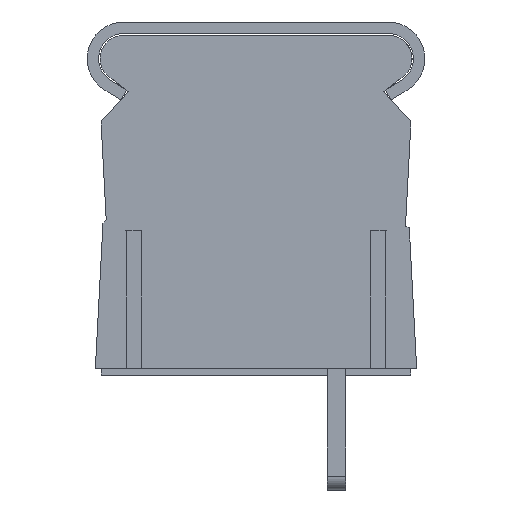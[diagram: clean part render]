
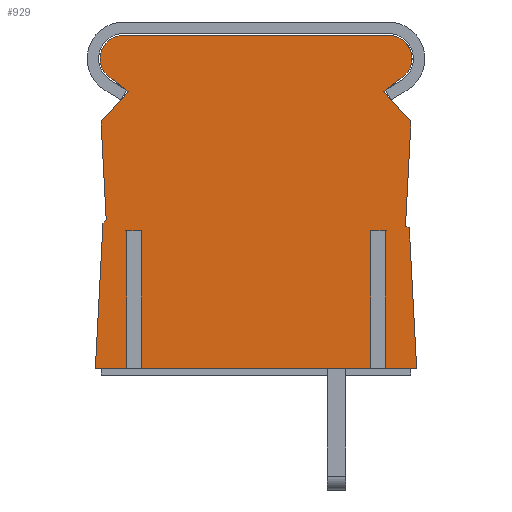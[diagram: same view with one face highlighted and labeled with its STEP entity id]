
A CAD part, left-side view. The second image highlights one B-rep face of the part: STEP entity #929.
In plain terms, the highlighted planar face has unit normal (-1, 0, 0).
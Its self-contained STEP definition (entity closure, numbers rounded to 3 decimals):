
#929 = ADVANCED_FACE( '', ( #2457 ), #2458, .F. );
#2457 = FACE_OUTER_BOUND( '', #4614, .T. );
#2458 = PLANE( '', #4615 );
#4614 = EDGE_LOOP( '', ( #7394, #7395, #7396, #7397, #7398, #7399, #7400, #7401, #7402, #7403, #7404, #7405, #7406, #7407, #7408, #7409, #7410, #7411, #7412, #7413, #7414, #7415 ) );
#4615 = AXIS2_PLACEMENT_3D( '', #7416, #7417, #7418 );
#7394 = ORIENTED_EDGE( '', *, *, #13979, .F. );
#7395 = ORIENTED_EDGE( '', *, *, #13980, .T. );
#7396 = ORIENTED_EDGE( '', *, *, #13981, .T. );
#7397 = ORIENTED_EDGE( '', *, *, #13559, .F. );
#7398 = ORIENTED_EDGE( '', *, *, #13850, .F. );
#7399 = ORIENTED_EDGE( '', *, *, #13982, .F. );
#7400 = ORIENTED_EDGE( '', *, *, #13983, .T. );
#7401 = ORIENTED_EDGE( '', *, *, #13554, .F. );
#7402 = ORIENTED_EDGE( '', *, *, #13984, .T. );
#7403 = ORIENTED_EDGE( '', *, *, #13985, .T. );
#7404 = ORIENTED_EDGE( '', *, *, #13986, .T. );
#7405 = ORIENTED_EDGE( '', *, *, #13987, .T. );
#7406 = ORIENTED_EDGE( '', *, *, #13988, .T. );
#7407 = ORIENTED_EDGE( '', *, *, #13989, .T. );
#7408 = ORIENTED_EDGE( '', *, *, #13990, .F. );
#7409 = ORIENTED_EDGE( '', *, *, #13720, .F. );
#7410 = ORIENTED_EDGE( '', *, *, #13991, .F. );
#7411 = ORIENTED_EDGE( '', *, *, #13992, .F. );
#7412 = ORIENTED_EDGE( '', *, *, #13993, .F. );
#7413 = ORIENTED_EDGE( '', *, *, #13994, .F. );
#7414 = ORIENTED_EDGE( '', *, *, #13995, .F. );
#7415 = ORIENTED_EDGE( '', *, *, #13546, .F. );
#7416 = CARTESIAN_POINT( '', ( -22.226, 7., 14.8 ) );
#7417 = DIRECTION( '', ( 1., 0., 0. ) );
#7418 = DIRECTION( '', ( 0., 0., -1. ) );
#13546 = EDGE_CURVE( '', #16449, #16452, #16453, .T. );
#13554 = EDGE_CURVE( '', #16466, #16468, #16469, .T. );
#13559 = EDGE_CURVE( '', #16476, #16478, #16479, .T. );
#13720 = EDGE_CURVE( '', #16764, #16766, #16767, .T. );
#13850 = EDGE_CURVE( '', #16989, #16476, #16991, .T. );
#13979 = EDGE_CURVE( '', #17216, #16449, #17217, .T. );
#13980 = EDGE_CURVE( '', #17216, #17218, #17219, .T. );
#13981 = EDGE_CURVE( '', #17218, #16478, #17220, .T. );
#13982 = EDGE_CURVE( '', #17221, #16989, #17222, .T. );
#13983 = EDGE_CURVE( '', #17221, #16468, #17223, .T. );
#13984 = EDGE_CURVE( '', #16466, #17224, #17225, .T. );
#13985 = EDGE_CURVE( '', #17224, #17226, #17227, .T. );
#13986 = EDGE_CURVE( '', #17226, #17228, #17229, .T. );
#13987 = EDGE_CURVE( '', #17228, #17230, #17231, .T. );
#13988 = EDGE_CURVE( '', #17230, #17232, #17233, .T. );
#13989 = EDGE_CURVE( '', #17232, #17234, #17235, .T. );
#13990 = EDGE_CURVE( '', #16766, #17234, #17236, .T. );
#13991 = EDGE_CURVE( '', #17237, #16764, #17238, .T. );
#13992 = EDGE_CURVE( '', #17239, #17237, #17240, .T. );
#13993 = EDGE_CURVE( '', #17241, #17239, #17242, .T. );
#13994 = EDGE_CURVE( '', #17243, #17241, #17244, .T. );
#13995 = EDGE_CURVE( '', #16452, #17243, #17245, .T. );
#16449 = VERTEX_POINT( '', #20732 );
#16452 = VERTEX_POINT( '', #20736 );
#16453 = LINE( '', #20737, #20738 );
#16466 = VERTEX_POINT( '', #20757 );
#16468 = VERTEX_POINT( '', #20760 );
#16469 = LINE( '', #20761, #20762 );
#16476 = VERTEX_POINT( '', #20771 );
#16478 = VERTEX_POINT( '', #20774 );
#16479 = LINE( '', #20775, #20776 );
#16764 = VERTEX_POINT( '', #21217 );
#16766 = VERTEX_POINT( '', #21220 );
#16767 = CIRCLE( '', #21221, 1. );
#16989 = VERTEX_POINT( '', #21577 );
#16991 = LINE( '', #21580, #21581 );
#17216 = VERTEX_POINT( '', #21906 );
#17217 = LINE( '', #21907, #21908 );
#17218 = VERTEX_POINT( '', #21909 );
#17219 = LINE( '', #21910, #21911 );
#17220 = LINE( '', #21912, #21913 );
#17221 = VERTEX_POINT( '', #21914 );
#17222 = LINE( '', #21915, #21916 );
#17223 = LINE( '', #21917, #21918 );
#17224 = VERTEX_POINT( '', #21919 );
#17225 = LINE( '', #21920, #21921 );
#17226 = VERTEX_POINT( '', #21922 );
#17227 = LINE( '', #21923, #21924 );
#17228 = VERTEX_POINT( '', #21925 );
#17229 = LINE( '', #21926, #21927 );
#17230 = VERTEX_POINT( '', #21928 );
#17231 = LINE( '', #21929, #21930 );
#17232 = VERTEX_POINT( '', #21931 );
#17233 = LINE( '', #21932, #21933 );
#17234 = VERTEX_POINT( '', #21934 );
#17235 = CIRCLE( '', #21935, 1. );
#17236 = LINE( '', #21936, #21937 );
#17237 = VERTEX_POINT( '', #21938 );
#17238 = LINE( '', #21939, #21940 );
#17239 = VERTEX_POINT( '', #21941 );
#17240 = LINE( '', #21942, #21943 );
#17241 = VERTEX_POINT( '', #21944 );
#17242 = LINE( '', #21945, #21946 );
#17243 = VERTEX_POINT( '', #21947 );
#17244 = LINE( '', #21948, #21949 );
#17245 = LINE( '', #21950, #21951 );
#20732 = CARTESIAN_POINT( '', ( -22.226, 5.625, 0.3 ) );
#20736 = CARTESIAN_POINT( '', ( -22.226, 7., 0.3 ) );
#20737 = CARTESIAN_POINT( '', ( -22.226, 6.75, 0.3 ) );
#20738 = VECTOR( '', #26782, 1000. );
#20757 = CARTESIAN_POINT( '', ( -22.226, -7., 0.3 ) );
#20760 = CARTESIAN_POINT( '', ( -22.226, -5.625, 0.3 ) );
#20761 = CARTESIAN_POINT( '', ( -22.226, 6.75, 0.3 ) );
#20762 = VECTOR( '', #26790, 1000. );
#20771 = CARTESIAN_POINT( '', ( -22.226, -5.005, 0.3 ) );
#20774 = CARTESIAN_POINT( '', ( -22.226, 5.005, 0.3 ) );
#20775 = CARTESIAN_POINT( '', ( -22.226, 6.75, 0.3 ) );
#20776 = VECTOR( '', #26797, 1000. );
#21217 = CARTESIAN_POINT( '', ( -22.226, 6.407, 13.006 ) );
#21220 = CARTESIAN_POINT( '', ( -22.226, 5.8, 14.8 ) );
#21221 = AXIS2_PLACEMENT_3D( '', #26976, #26977, #26978 );
#21577 = CARTESIAN_POINT( '', ( -22.226, -5.005, 6.3 ) );
#21580 = CARTESIAN_POINT( '', ( -22.226, -5.005, 6.3 ) );
#21581 = VECTOR( '', #27122, 1000. );
#21906 = CARTESIAN_POINT( '', ( -22.226, 5.625, 6.3 ) );
#21907 = CARTESIAN_POINT( '', ( -22.226, 5.625, 6.3 ) );
#21908 = VECTOR( '', #27254, 1000. );
#21909 = CARTESIAN_POINT( '', ( -22.226, 5.005, 6.3 ) );
#21910 = CARTESIAN_POINT( '', ( -22.226, 5.625, 6.3 ) );
#21911 = VECTOR( '', #27255, 1000. );
#21912 = CARTESIAN_POINT( '', ( -22.226, 5.005, 6.3 ) );
#21913 = VECTOR( '', #27256, 1000. );
#21914 = CARTESIAN_POINT( '', ( -22.226, -5.625, 6.3 ) );
#21915 = CARTESIAN_POINT( '', ( -22.226, -5.625, 6.3 ) );
#21916 = VECTOR( '', #27257, 1000. );
#21917 = CARTESIAN_POINT( '', ( -22.226, -5.625, 6.3 ) );
#21918 = VECTOR( '', #27258, 1000. );
#21919 = CARTESIAN_POINT( '', ( -22.226, -6.679, 6.417 ) );
#21920 = CARTESIAN_POINT( '', ( -22.226, -7., 0.3 ) );
#21921 = VECTOR( '', #27259, 1000. );
#21922 = CARTESIAN_POINT( '', ( -22.226, -6.512, 6.485 ) );
#21923 = CARTESIAN_POINT( '', ( -22.226, -6.512, 6.485 ) );
#21924 = VECTOR( '', #27260, 1000. );
#21925 = CARTESIAN_POINT( '', ( -22.226, -6.75, 11.036 ) );
#21926 = CARTESIAN_POINT( '', ( -22.226, -6.512, 6.485 ) );
#21927 = VECTOR( '', #27261, 1000. );
#21928 = CARTESIAN_POINT( '', ( -22.226, -5.55, 12.35 ) );
#21929 = CARTESIAN_POINT( '', ( -22.226, -5.55, 12.35 ) );
#21930 = VECTOR( '', #27262, 1000. );
#21931 = CARTESIAN_POINT( '', ( -22.226, -6.407, 13.006 ) );
#21932 = CARTESIAN_POINT( '', ( -22.226, -6.407, 13.006 ) );
#21933 = VECTOR( '', #27263, 1000. );
#21934 = CARTESIAN_POINT( '', ( -22.226, -5.8, 14.8 ) );
#21935 = AXIS2_PLACEMENT_3D( '', #27264, #27265, #27266 );
#21936 = CARTESIAN_POINT( '', ( -22.226, 7., 14.8 ) );
#21937 = VECTOR( '', #27267, 1000. );
#21938 = CARTESIAN_POINT( '', ( -22.226, 5.55, 12.35 ) );
#21939 = CARTESIAN_POINT( '', ( -22.226, 6.407, 13.006 ) );
#21940 = VECTOR( '', #27268, 1000. );
#21941 = CARTESIAN_POINT( '', ( -22.226, 6.75, 11.036 ) );
#21942 = CARTESIAN_POINT( '', ( -22.226, 5.55, 12.35 ) );
#21943 = VECTOR( '', #27269, 1000. );
#21944 = CARTESIAN_POINT( '', ( -22.226, 6.527, 6.773 ) );
#21945 = CARTESIAN_POINT( '', ( -22.226, 6.527, 6.773 ) );
#21946 = VECTOR( '', #27270, 1000. );
#21947 = CARTESIAN_POINT( '', ( -22.226, 6.668, 6.632 ) );
#21948 = CARTESIAN_POINT( '', ( -22.226, 6.527, 6.773 ) );
#21949 = VECTOR( '', #27271, 1000. );
#21950 = CARTESIAN_POINT( '', ( -22.226, 7., 0.3 ) );
#21951 = VECTOR( '', #27272, 1000. );
#26782 = DIRECTION( '', ( 0., 1., 0. ) );
#26790 = DIRECTION( '', ( 0., 1., 0. ) );
#26797 = DIRECTION( '', ( 0., 1., 0. ) );
#26976 = CARTESIAN_POINT( '', ( -22.226, 5.8, 13.8 ) );
#26977 = DIRECTION( '', ( 1., 0., 0. ) );
#26978 = DIRECTION( '', ( 0., -1., 0. ) );
#27122 = DIRECTION( '', ( 0., 0., -1. ) );
#27254 = DIRECTION( '', ( 0., 0., -1. ) );
#27255 = DIRECTION( '', ( 0., -1., 0. ) );
#27256 = DIRECTION( '', ( 0., 0., -1. ) );
#27257 = DIRECTION( '', ( 0., 1., 0. ) );
#27258 = DIRECTION( '', ( 0., 0., -1. ) );
#27259 = DIRECTION( '', ( 0., 0.052, 0.999 ) );
#27260 = DIRECTION( '', ( 0., 0.927, 0.375 ) );
#27261 = DIRECTION( '', ( 0., -0.052, 0.999 ) );
#27262 = DIRECTION( '', ( 0., 0.674, 0.738 ) );
#27263 = DIRECTION( '', ( 0., -0.794, 0.607 ) );
#27264 = CARTESIAN_POINT( '', ( -22.226, -5.8, 13.8 ) );
#27265 = DIRECTION( '', ( -1., 0., 0. ) );
#27266 = DIRECTION( '', ( 0., 1., 0. ) );
#27267 = DIRECTION( '', ( 0., -1., 0. ) );
#27268 = DIRECTION( '', ( 0., 0.794, 0.607 ) );
#27269 = DIRECTION( '', ( 0., -0.674, 0.738 ) );
#27270 = DIRECTION( '', ( 0., 0.052, 0.999 ) );
#27271 = DIRECTION( '', ( 0., -0.707, 0.707 ) );
#27272 = DIRECTION( '', ( 0., -0.052, 0.999 ) );
